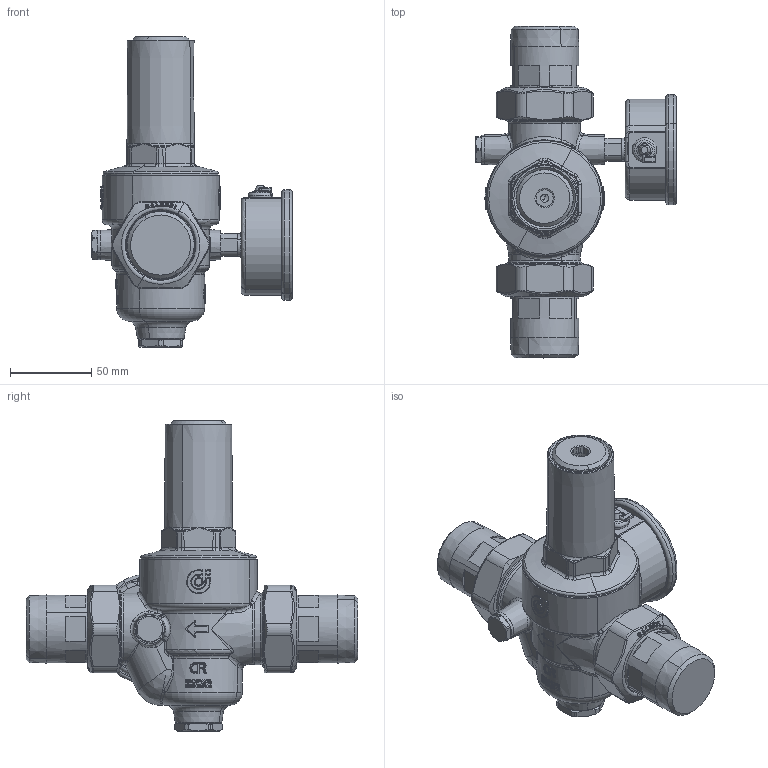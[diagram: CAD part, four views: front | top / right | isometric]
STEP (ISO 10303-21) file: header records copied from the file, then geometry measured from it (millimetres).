
FILE_DESCRIPTION(('CATIA V5 STEP Exchange'),'2;1');
FILE_NAME('STEP_536077_-_TST.stp','2017-03-09T13:18:10+00:00',('none'),('none'),'CATIA Version 5-6 Release 2014 SP5','CATIA V5 STEP AP203','none');
FILE_SCHEMA(('CONFIG_CONTROL_DESIGN'));
Length unit declared in the file: millimetre
Products named in the file (1): 536077 - TST
Bounding box: 123.48 x 204 x 190.8 mm (x, y, z)
Volume: 735725 mm3; surface area: 96419 mm2
Topology: 2 solids, 7 shells, 2329 faces, 5452 edges, 2958 vertices
Faces by surface type: bspline 1267, cylinder 353, plane 243, sphere 201, torus 139, cone 126
Entity records: 136250 total; most frequent: CARTESIAN_POINT 97226, ORIENTED_EDGE 10436, EDGE_CURVE 5218, B_SPLINE_CURVE_WITH_KNOTS 3455, DIRECTION 3377, VERTEX_POINT 2958, EDGE_LOOP 2392, ADVANCED_FACE 2329
